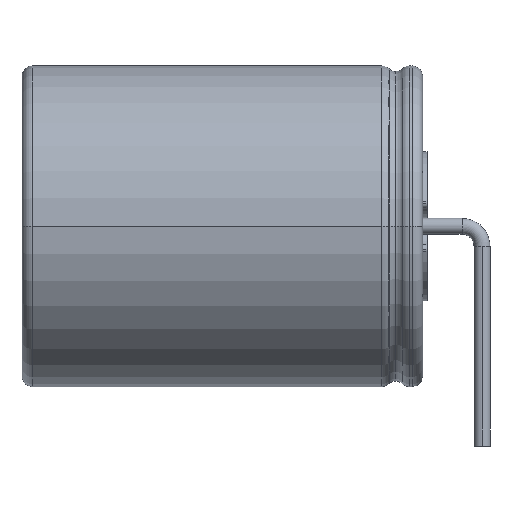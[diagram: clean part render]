
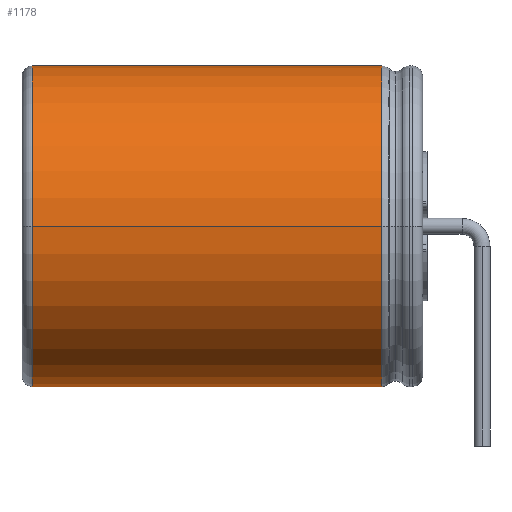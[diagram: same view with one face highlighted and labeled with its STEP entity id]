
A CAD part, left-side view. The second image highlights one B-rep face of the part: STEP entity #1178.
In plain terms, the highlighted cylindrical face has radius 8.025 mm (diameter 16.051 mm), a partial arc.
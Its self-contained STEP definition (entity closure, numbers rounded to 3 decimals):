
#195 = DIRECTION ( 'NONE',  ( 1., 0., 0. ) ) ;
#309 = CARTESIAN_POINT ( 'NONE',  ( 0., 2.52, -8.025 ) ) ;
#366 = DIRECTION ( 'NONE',  ( 0., 1., 0. ) ) ;
#709 = VERTEX_POINT ( 'NONE', #309 ) ;
#728 = DIRECTION ( 'NONE',  ( 0., -1., 0. ) ) ;
#761 = VERTEX_POINT ( 'NONE', #2321 ) ;
#800 = VERTEX_POINT ( 'NONE', #3838 ) ;
#820 = DIRECTION ( 'NONE',  ( 0., -1., 0. ) ) ;
#1021 = EDGE_CURVE ( 'NONE', #800, #2956, #1304, .T. ) ;
#1127 = AXIS2_PLACEMENT_3D ( 'NONE', #1328, #2487, #195 ) ;
#1178 = ADVANCED_FACE ( 'NONE', ( #3312 ), #3614, .T. ) ;
#1241 = ORIENTED_EDGE ( 'NONE', *, *, #1021, .T. ) ;
#1266 = VECTOR ( 'NONE', #728, 1000. ) ;
#1304 = CIRCLE ( 'NONE', #4169, 8.025 ) ;
#1328 = CARTESIAN_POINT ( 'NONE',  ( 0., 2.52, 0. ) ) ;
#1472 = ORIENTED_EDGE ( 'NONE', *, *, #1591, .F. ) ;
#1591 = EDGE_CURVE ( 'NONE', #761, #709, #2228, .T. ) ;
#1945 = EDGE_CURVE ( 'NONE', #800, #761, #3521, .T. ) ;
#1957 = VECTOR ( 'NONE', #366, 1000. ) ;
#2117 = DIRECTION ( 'NONE',  ( 1., 0., 0. ) ) ;
#2228 = CIRCLE ( 'NONE', #1127, 8.025 ) ;
#2321 = CARTESIAN_POINT ( 'NONE',  ( 0., 2.52, 8.025 ) ) ;
#2447 = ORIENTED_EDGE ( 'NONE', *, *, #4936, .F. ) ;
#2487 = DIRECTION ( 'NONE',  ( 0., -1., 0. ) ) ;
#2546 = ORIENTED_EDGE ( 'NONE', *, *, #1945, .F. ) ;
#2792 = AXIS2_PLACEMENT_3D ( 'NONE', #3633, #4817, #2117 ) ;
#2956 = VERTEX_POINT ( 'NONE', #4558 ) ;
#3128 = LINE ( 'NONE', #4149, #1957 ) ;
#3312 = FACE_OUTER_BOUND ( 'NONE', #3657, .T. ) ;
#3391 = CARTESIAN_POINT ( 'NONE',  ( 0., 12.922, 8.025 ) ) ;
#3521 = LINE ( 'NONE', #3391, #1266 ) ;
#3614 = CYLINDRICAL_SURFACE ( 'NONE', #2792, 8.025 ) ;
#3633 = CARTESIAN_POINT ( 'NONE',  ( 0., 12.922, 0. ) ) ;
#3657 = EDGE_LOOP ( 'NONE', ( #1241, #2447, #1472, #2546 ) ) ;
#3838 = CARTESIAN_POINT ( 'NONE',  ( 0., 20., 8.025 ) ) ;
#4149 = CARTESIAN_POINT ( 'NONE',  ( 0., 12.922, -8.025 ) ) ;
#4169 = AXIS2_PLACEMENT_3D ( 'NONE', #4644, #820, #4660 ) ;
#4558 = CARTESIAN_POINT ( 'NONE',  ( 0., 20., -8.025 ) ) ;
#4644 = CARTESIAN_POINT ( 'NONE',  ( 0., 20., 0. ) ) ;
#4660 = DIRECTION ( 'NONE',  ( 1., 0., 0. ) ) ;
#4817 = DIRECTION ( 'NONE',  ( 0., 1., 0. ) ) ;
#4936 = EDGE_CURVE ( 'NONE', #709, #2956, #3128, .T. ) ;
